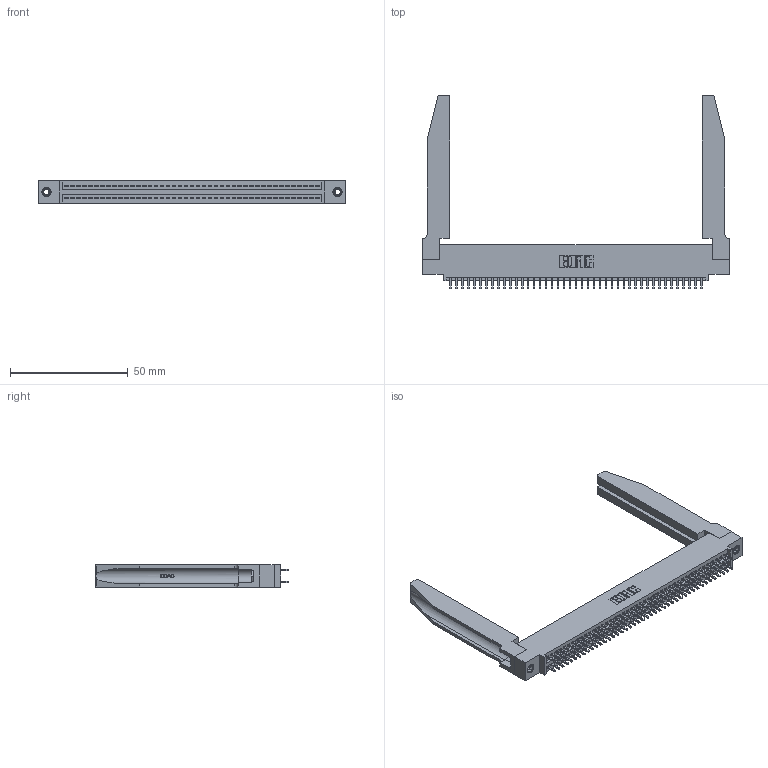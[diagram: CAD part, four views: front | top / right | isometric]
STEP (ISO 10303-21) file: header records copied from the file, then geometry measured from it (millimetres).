
FILE_DESCRIPTION (( 'STEP AP203' ), '1' );
FILE_NAME ('395-086-521-578.STEP', '2019-10-25T11:06:50', ( '' ), ( '' ), 'SwSTEP 2.0', 'SolidWorks 2016', '' );
FILE_SCHEMA (( 'CONFIG_CONTROL_DESIGN' ));
Length unit declared in the file: inch
Products named in the file (5): 395-086-521-578; 345 Part_0.110 Offset - 0.156 Dia-TH; 345-292-001_345-293-121; 345-250-001_345-250-001-102; 345-220-078_345-220-078
Assembly tree (91 placements, depth 2):
  395-086-521-578
    345 Part_0.110 Offset - 0.156 Dia-TH
    345-292-001_345-293-121  x86
    345-250-001_345-250-001-102  x2
    345-220-078_345-220-078  x2
Bounding box: 130.45 x 82.47 x 9.4 mm (x, y, z)
Volume: 20343.7 mm3; surface area: 25307.6 mm2
Topology: 91 solids, 91 shells, 4664 faces, 13775 edges, 9058 vertices
Faces by surface type: plane 3064, cylinder 1548, bspline 36, cone 12, torus 4
Entity records: 38494 total; most frequent: CARTESIAN_POINT 7371, ORIENTED_EDGE 6202, DIRECTION 5491, EDGE_CURVE 3101, LINE 2703, VECTOR 2703, VERTEX_POINT 2060, AXIS2_PLACEMENT_3D 1394
